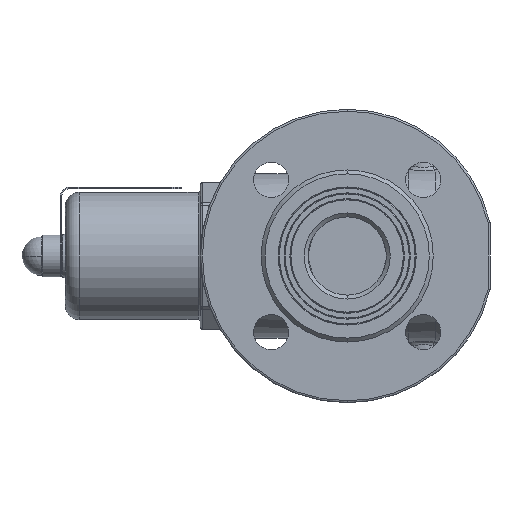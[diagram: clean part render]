
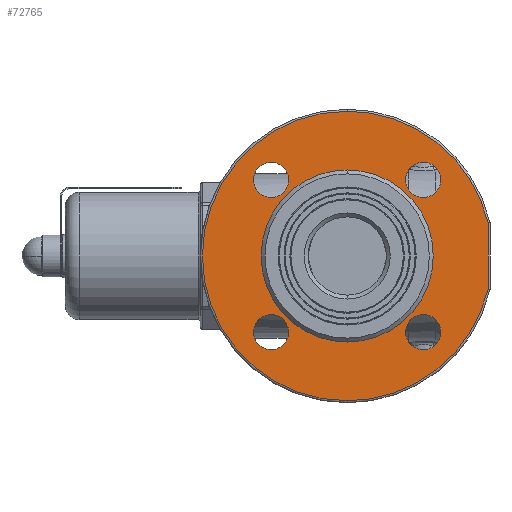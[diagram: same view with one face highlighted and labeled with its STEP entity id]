
A CAD part, left-side view. The second image highlights one B-rep face of the part: STEP entity #72765.
In plain terms, the highlighted planar face has unit normal (-1, 0, 0).
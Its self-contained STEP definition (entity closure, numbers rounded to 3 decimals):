
#3226 = CARTESIAN_POINT ( 'NONE',  ( -98., 0., 0. ) ) ;
#3227 = DIRECTION ( 'NONE',  ( -1., 0., 0. ) ) ;
#3228 = DIRECTION ( 'NONE',  ( 0., 0., 1. ) ) ;
#7461 = CARTESIAN_POINT ( 'NONE',  ( -98., 0., 0. ) ) ;
#7462 = DIRECTION ( 'NONE',  ( -1., 0., 0. ) ) ;
#7463 = DIRECTION ( 'NONE',  ( 0., 0., 1. ) ) ;
#10986 = CARTESIAN_POINT ( 'NONE',  ( -98., -38.891, 38.891 ) ) ;
#10988 = DIRECTION ( 'NONE',  ( -1., 0., 0. ) ) ;
#10990 = DIRECTION ( 'NONE',  ( 0., 0., 1. ) ) ;
#12005 = FACE_BOUND ( 'NONE', #40045, .T. ) ;
#12033 = FACE_BOUND ( 'NONE', #40051, .T. ) ;
#12035 = FACE_BOUND ( 'NONE', #40049, .T. ) ;
#12037 = FACE_OUTER_BOUND ( 'NONE', #40052, .T. ) ;
#12039 = PLANE ( 'NONE',  #68802 ) ;
#12041 = FACE_BOUND ( 'NONE', #40118, .T. ) ;
#12045 = FACE_BOUND ( 'NONE', #40060, .T. ) ;
#12075 = CARTESIAN_POINT ( 'NONE',  ( -98., 44., 0. ) ) ;
#12077 = DIRECTION ( 'NONE',  ( 1., 0., 0. ) ) ;
#12079 = DIRECTION ( 'NONE',  ( 0., 0., -1. ) ) ;
#24362 = CARTESIAN_POINT ( 'NONE',  ( -98., -38.891, -38.891 ) ) ;
#24363 = DIRECTION ( 'NONE',  ( -1., 0., 0. ) ) ;
#24365 = DIRECTION ( 'NONE',  ( 0., 0., 1. ) ) ;
#28703 = CARTESIAN_POINT ( 'NONE',  ( -98., -72., 17.088 ) ) ;
#28705 = CARTESIAN_POINT ( 'NONE',  ( -98., 0., 44. ) ) ;
#29506 = VERTEX_POINT ( 'NONE', #28703 ) ;
#29508 = VERTEX_POINT ( 'NONE', #28705 ) ;
#33942 = EDGE_CURVE ( 'NONE', #29508, #42294, #35805, .T. ) ;
#35805 = CIRCLE ( 'NONE', #35812, 44. ) ;
#35812 = AXIS2_PLACEMENT_3D ( 'NONE', #39185, #39186, #39187 ) ;
#39185 = CARTESIAN_POINT ( 'NONE',  ( -98., 0., 0. ) ) ;
#39186 = DIRECTION ( 'NONE',  ( -1., 0., 0. ) ) ;
#39187 = DIRECTION ( 'NONE',  ( 0., 0., 1. ) ) ;
#40045 = EDGE_LOOP ( 'NONE', ( #49702, #49701 ) ) ;
#40049 = EDGE_LOOP ( 'NONE', ( #49699, #49698 ) ) ;
#40051 = EDGE_LOOP ( 'NONE', ( #49712, #49710 ) ) ;
#40052 = EDGE_LOOP ( 'NONE', ( #49714, #49713, #49718, #49716 ) ) ;
#40060 = EDGE_LOOP ( 'NONE', ( #49708, #49706 ) ) ;
#40118 = EDGE_LOOP ( 'NONE', ( #49704, #49703 ) ) ;
#41201 = CARTESIAN_POINT ( 'NONE',  ( -98., 0., 74. ) ) ;
#41304 = CARTESIAN_POINT ( 'NONE',  ( -98., 0., -44. ) ) ;
#41507 = CARTESIAN_POINT ( 'NONE',  ( -98., 0., -74. ) ) ;
#41559 = CARTESIAN_POINT ( 'NONE',  ( -98., -38.891, -29.891 ) ) ;
#41561 = CARTESIAN_POINT ( 'NONE',  ( -98., 38.891, -29.891 ) ) ;
#41571 = CARTESIAN_POINT ( 'NONE',  ( -98., -38.891, -47.891 ) ) ;
#41607 = CARTESIAN_POINT ( 'NONE',  ( -98., -38.891, 29.891 ) ) ;
#41615 = CARTESIAN_POINT ( 'NONE',  ( -98., 38.891, 47.891 ) ) ;
#41616 = CARTESIAN_POINT ( 'NONE',  ( -98., -38.891, 47.891 ) ) ;
#41617 = CARTESIAN_POINT ( 'NONE',  ( -98., 38.891, 29.891 ) ) ;
#41655 = CARTESIAN_POINT ( 'NONE',  ( -98., 38.891, -47.891 ) ) ;
#42190 = VERTEX_POINT ( 'NONE', #41201 ) ;
#42294 = VERTEX_POINT ( 'NONE', #41304 ) ;
#42500 = VERTEX_POINT ( 'NONE', #41507 ) ;
#42550 = VERTEX_POINT ( 'NONE', #41559 ) ;
#42552 = VERTEX_POINT ( 'NONE', #41561 ) ;
#42560 = VERTEX_POINT ( 'NONE', #41571 ) ;
#42595 = VERTEX_POINT ( 'NONE', #41607 ) ;
#42605 = VERTEX_POINT ( 'NONE', #41615 ) ;
#42606 = VERTEX_POINT ( 'NONE', #41616 ) ;
#42607 = VERTEX_POINT ( 'NONE', #41617 ) ;
#42646 = VERTEX_POINT ( 'NONE', #41655 ) ;
#43835 = CARTESIAN_POINT ( 'NONE',  ( -98., 38.891, 38.891 ) ) ;
#43836 = DIRECTION ( 'NONE',  ( -1., 0., 0. ) ) ;
#43837 = DIRECTION ( 'NONE',  ( 0., 0., 1. ) ) ;
#45297 = CARTESIAN_POINT ( 'NONE',  ( -98., 38.891, -38.891 ) ) ;
#45298 = DIRECTION ( 'NONE',  ( -1., 0., 0. ) ) ;
#45299 = DIRECTION ( 'NONE',  ( 0., 0., 1. ) ) ;
#46214 = EDGE_CURVE ( 'NONE', #42607, #42605, #80994, .T. ) ;
#47049 = EDGE_CURVE ( 'NONE', #42646, #42552, #81035, .T. ) ;
#49698 = ORIENTED_EDGE ( 'NONE', *, *, #72628, .F. ) ;
#49699 = ORIENTED_EDGE ( 'NONE', *, *, #67686, .F. ) ;
#49701 = ORIENTED_EDGE ( 'NONE', *, *, #46214, .F. ) ;
#49702 = ORIENTED_EDGE ( 'NONE', *, *, #68809, .F. ) ;
#49703 = ORIENTED_EDGE ( 'NONE', *, *, #47049, .F. ) ;
#49704 = ORIENTED_EDGE ( 'NONE', *, *, #68203, .F. ) ;
#49706 = ORIENTED_EDGE ( 'NONE', *, *, #77468, .F. ) ;
#49708 = ORIENTED_EDGE ( 'NONE', *, *, #67069, .F. ) ;
#49710 = ORIENTED_EDGE ( 'NONE', *, *, #33942, .F. ) ;
#49712 = ORIENTED_EDGE ( 'NONE', *, *, #67697, .F. ) ;
#49713 = ORIENTED_EDGE ( 'NONE', *, *, #77359, .T. ) ;
#49714 = ORIENTED_EDGE ( 'NONE', *, *, #76890, .T. ) ;
#49716 = ORIENTED_EDGE ( 'NONE', *, *, #67944, .T. ) ;
#49718 = ORIENTED_EDGE ( 'NONE', *, *, #67701, .T. ) ;
#56720 = CARTESIAN_POINT ( 'NONE',  ( -98., -72., -17.088 ) ) ;
#59153 = VERTEX_POINT ( 'NONE', #56720 ) ;
#60020 = CARTESIAN_POINT ( 'NONE',  ( -98., -38.891, -38.891 ) ) ;
#60021 = DIRECTION ( 'NONE',  ( -1., 0., 0. ) ) ;
#60022 = DIRECTION ( 'NONE',  ( 0., 0., 1. ) ) ;
#61885 = CARTESIAN_POINT ( 'NONE',  ( -98., -38.891, 38.891 ) ) ;
#61887 = DIRECTION ( 'NONE',  ( -1., 0., 0. ) ) ;
#61889 = DIRECTION ( 'NONE',  ( 0., 0., 1. ) ) ;
#61911 = CARTESIAN_POINT ( 'NONE',  ( -98., 0., 0. ) ) ;
#61912 = DIRECTION ( 'NONE',  ( -1., 0., 0. ) ) ;
#61914 = DIRECTION ( 'NONE',  ( 0., 0., 1. ) ) ;
#61919 = CARTESIAN_POINT ( 'NONE',  ( -98., 0., 0. ) ) ;
#61921 = DIRECTION ( 'NONE',  ( -1., 0., 0. ) ) ;
#61923 = DIRECTION ( 'NONE',  ( 0., 0., 1. ) ) ;
#62347 = CIRCLE ( 'NONE', #62357, 9. ) ;
#62356 = CIRCLE ( 'NONE', #62368, 74. ) ;
#62357 = AXIS2_PLACEMENT_3D ( 'NONE', #61885, #61887, #61889 ) ;
#62363 = CIRCLE ( 'NONE', #62365, 44. ) ;
#62365 = AXIS2_PLACEMENT_3D ( 'NONE', #61911, #61912, #61914 ) ;
#62368 = AXIS2_PLACEMENT_3D ( 'NONE', #61919, #61921, #61923 ) ;
#63341 = VECTOR ( 'NONE', #68759, 1000. ) ;
#63406 = CIRCLE ( 'NONE', #63429, 9. ) ;
#63429 = AXIS2_PLACEMENT_3D ( 'NONE', #68872, #68873, #68875 ) ;
#63950 = CIRCLE ( 'NONE', #63958, 9. ) ;
#63958 = AXIS2_PLACEMENT_3D ( 'NONE', #78771, #78772, #78773 ) ;
#64921 = CIRCLE ( 'NONE', #64926, 9. ) ;
#64926 = AXIS2_PLACEMENT_3D ( 'NONE', #24362, #24363, #24365 ) ;
#67069 = EDGE_CURVE ( 'NONE', #42550, #42560, #64921, .T. ) ;
#67686 = EDGE_CURVE ( 'NONE', #42606, #42595, #62347, .T. ) ;
#67697 = EDGE_CURVE ( 'NONE', #42294, #29508, #62363, .T. ) ;
#67701 = EDGE_CURVE ( 'NONE', #42500, #59153, #62356, .T. ) ;
#67944 = EDGE_CURVE ( 'NONE', #59153, #29506, #68748, .T. ) ;
#68203 = EDGE_CURVE ( 'NONE', #42552, #42646, #63406, .T. ) ;
#68214 = CIRCLE ( 'NONE', #68219, 9. ) ;
#68219 = AXIS2_PLACEMENT_3D ( 'NONE', #10986, #10988, #10990 ) ;
#68743 = CARTESIAN_POINT ( 'NONE',  ( -98., -72., 0. ) ) ;
#68748 = LINE ( 'NONE', #68743, #63341 ) ;
#68759 = DIRECTION ( 'NONE',  ( 0., 0., 1. ) ) ;
#68802 = AXIS2_PLACEMENT_3D ( 'NONE', #12075, #12077, #12079 ) ;
#68809 = EDGE_CURVE ( 'NONE', #42605, #42607, #63950, .T. ) ;
#68872 = CARTESIAN_POINT ( 'NONE',  ( -98., 38.891, -38.891 ) ) ;
#68873 = DIRECTION ( 'NONE',  ( -1., 0., 0. ) ) ;
#68875 = DIRECTION ( 'NONE',  ( 0., 0., 1. ) ) ;
#72628 = EDGE_CURVE ( 'NONE', #42595, #42606, #68214, .T. ) ;
#72765 = ADVANCED_FACE ( 'NONE', ( #12035, #12005, #12041, #12045, #12033, #12037 ), #12039, .F. ) ;
#74471 = CIRCLE ( 'NONE', #74472, 74. ) ;
#74472 = AXIS2_PLACEMENT_3D ( 'NONE', #3226, #3227, #3228 ) ;
#74850 = CIRCLE ( 'NONE', #74870, 74. ) ;
#74870 = AXIS2_PLACEMENT_3D ( 'NONE', #7461, #7462, #7463 ) ;
#74993 = CIRCLE ( 'NONE', #74995, 9. ) ;
#74995 = AXIS2_PLACEMENT_3D ( 'NONE', #60020, #60021, #60022 ) ;
#76890 = EDGE_CURVE ( 'NONE', #29506, #42190, #74471, .T. ) ;
#77359 = EDGE_CURVE ( 'NONE', #42190, #42500, #74850, .T. ) ;
#77468 = EDGE_CURVE ( 'NONE', #42560, #42550, #74993, .T. ) ;
#78771 = CARTESIAN_POINT ( 'NONE',  ( -98., 38.891, 38.891 ) ) ;
#78772 = DIRECTION ( 'NONE',  ( -1., 0., 0. ) ) ;
#78773 = DIRECTION ( 'NONE',  ( 0., 0., 1. ) ) ;
#80994 = CIRCLE ( 'NONE', #80995, 9. ) ;
#80995 = AXIS2_PLACEMENT_3D ( 'NONE', #43835, #43836, #43837 ) ;
#81032 = AXIS2_PLACEMENT_3D ( 'NONE', #45297, #45298, #45299 ) ;
#81035 = CIRCLE ( 'NONE', #81032, 9. ) ;
